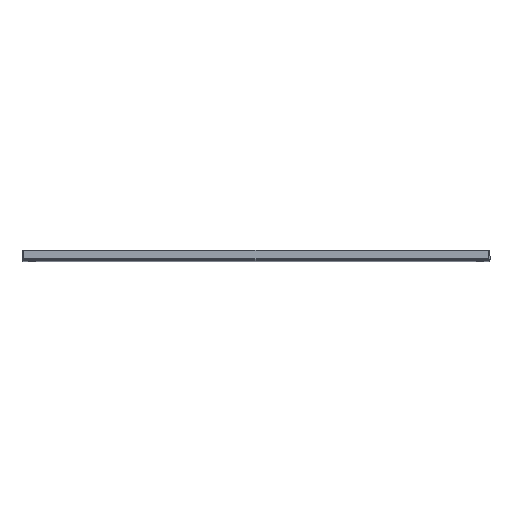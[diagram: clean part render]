
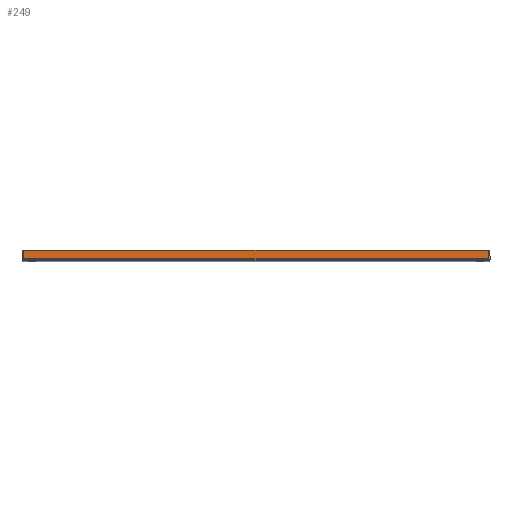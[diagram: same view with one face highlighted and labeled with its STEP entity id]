
A CAD part, top view. The second image highlights one B-rep face of the part: STEP entity #249.
In plain terms, the highlighted planar face has unit normal (0, 0, 1).
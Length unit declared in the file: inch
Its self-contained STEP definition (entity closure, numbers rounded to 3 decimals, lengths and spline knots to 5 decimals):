
#18 = CARTESIAN_POINT ( 'NONE',  ( 17.125, 0.125, 22. ) ) ;
#72 = FACE_OUTER_BOUND ( 'NONE', #1020, .T. ) ;
#131 = VERTEX_POINT ( 'NONE', #999 ) ;
#133 = DIRECTION ( 'NONE',  ( -1., 0., 0. ) ) ;
#223 = ORIENTED_EDGE ( 'NONE', *, *, #613, .F. ) ;
#227 = AXIS2_PLACEMENT_3D ( 'NONE', #1215, #409, #543 ) ;
#233 = VERTEX_POINT ( 'NONE', #1107 ) ;
#249 = ADVANCED_FACE ( 'NONE', ( #72 ), #1332, .F. ) ;
#356 = CARTESIAN_POINT ( 'NONE',  ( -17.125, 0.125, 22. ) ) ;
#369 = DIRECTION ( 'NONE',  ( 1., 0., 0. ) ) ;
#409 = DIRECTION ( 'NONE',  ( 0., 0., -1. ) ) ;
#480 = LINE ( 'NONE', #933, #685 ) ;
#507 = ORIENTED_EDGE ( 'NONE', *, *, #892, .T. ) ;
#543 = DIRECTION ( 'NONE',  ( 0., 1., 0. ) ) ;
#572 = EDGE_CURVE ( 'NONE', #1438, #233, #1149, .T. ) ;
#578 = VECTOR ( 'NONE', #133, 39.37008 ) ;
#612 = LINE ( 'NONE', #1392, #1481 ) ;
#613 = EDGE_CURVE ( 'NONE', #1086, #1438, #612, .T. ) ;
#685 = VECTOR ( 'NONE', #369, 39.37008 ) ;
#728 = DIRECTION ( 'NONE',  ( 0., -1., 0. ) ) ;
#752 = CARTESIAN_POINT ( 'NONE',  ( -17.125, 0.095, 22. ) ) ;
#843 = CARTESIAN_POINT ( 'NONE',  ( 17.125, 0.75, 22. ) ) ;
#892 = EDGE_CURVE ( 'NONE', #131, #233, #1214, .T. ) ;
#933 = CARTESIAN_POINT ( 'NONE',  ( 17.125, 0.75, 22. ) ) ;
#999 = CARTESIAN_POINT ( 'NONE',  ( -17.125, 0.75, 22. ) ) ;
#1020 = EDGE_LOOP ( 'NONE', ( #223, #1411, #507, #1160 ) ) ;
#1048 = EDGE_CURVE ( 'NONE', #131, #1086, #480, .T. ) ;
#1086 = VERTEX_POINT ( 'NONE', #843 ) ;
#1107 = CARTESIAN_POINT ( 'NONE',  ( -17.125, 0.125, 22. ) ) ;
#1149 = LINE ( 'NONE', #356, #578 ) ;
#1160 = ORIENTED_EDGE ( 'NONE', *, *, #572, .F. ) ;
#1214 = LINE ( 'NONE', #752, #1327 ) ;
#1215 = CARTESIAN_POINT ( 'NONE',  ( 17.125, 0.09379, 22. ) ) ;
#1327 = VECTOR ( 'NONE', #1445, 39.37008 ) ;
#1332 = PLANE ( 'NONE',  #227 ) ;
#1392 = CARTESIAN_POINT ( 'NONE',  ( 17.125, 0.09379, 22. ) ) ;
#1411 = ORIENTED_EDGE ( 'NONE', *, *, #1048, .F. ) ;
#1438 = VERTEX_POINT ( 'NONE', #18 ) ;
#1445 = DIRECTION ( 'NONE',  ( 0., -1., 0. ) ) ;
#1481 = VECTOR ( 'NONE', #728, 39.37008 ) ;
